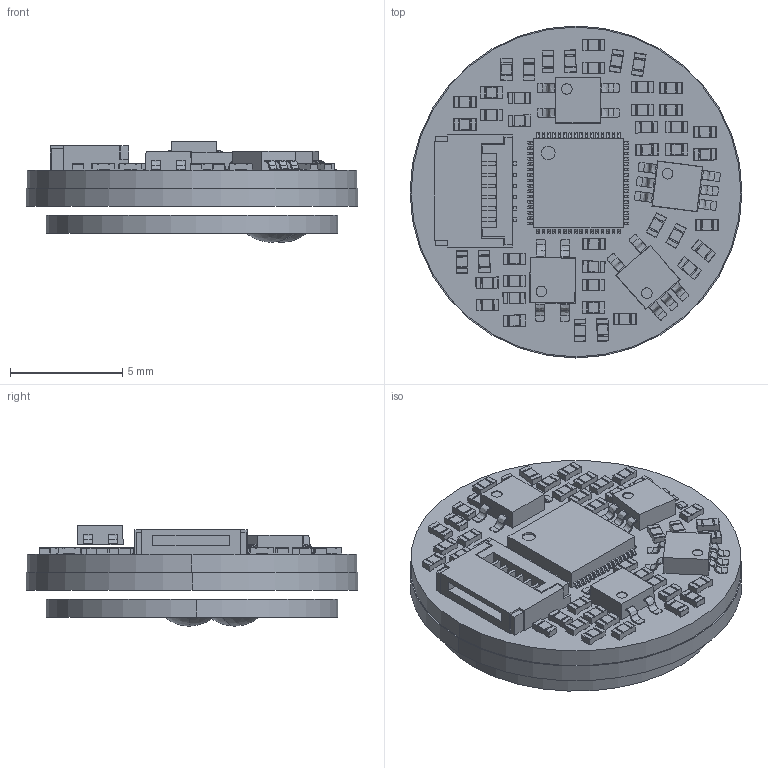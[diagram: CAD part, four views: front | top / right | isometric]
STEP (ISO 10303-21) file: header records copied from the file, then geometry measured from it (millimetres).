
FILE_DESCRIPTION (( 'STEP AP214' ), '1' );
FILE_NAME ('MIAP14 ²úÆ·_20250908.STEP', '2025-09-23T07:02:20', ( '' ), ( '' ), 'SwSTEP 2.0', 'SolidWorks 2018', '' );
FILE_SCHEMA (( 'AUTOMOTIVE_DESIGN' ));
Length unit declared in the file: millimetre
Products named in the file (65): 萇郯_User Library-Res-0402; MIAP14 RT啣_20250908; (2X2) оƬ_4PIN; MIAP14 信号板（芯片）_20250908; (2X2) оƬ_5PIN; MIAP14 RS啣_20250908; STM32оƬ (4x4) ; MIAP14 陓瘍啣_20250908; (2X2) оƬ_6PIN; 萇郯_2x1 User Library-Res-0402; IAP18 6PIN 蟀諉ん脣釱(齬盄) 5x3.4x1.1; MIAP14 莉こ_20250908
Assembly tree (35 placements, depth 4):
  萇郯_User Library-Res-0402
  萇郯_User Library-Res-0402
  萇郯_User Library-Res-0402
  (2X2) оƬ_4PIN
  萇郯_User Library-Res-0402
Bounding box: 14.8 x 14.8 x 4.48 mm (x, y, z)
Volume: 417.2 mm3; surface area: 1336.5 mm2
Topology: 55 solids, 55 shells, 2490 faces, 6669 edges, 4388 vertices
Faces by surface type: plane 1516, bspline 498, cylinder 472, sphere 4
Entity records: 55204 total; most frequent: CARTESIAN_POINT 18271, ORIENTED_EDGE 6650, EDGE_CURVE 3325, DIRECTION 3250, VERTEX_POINT 2216, B_SPLINE_CURVE_WITH_KNOTS 1738, LINE 1500, VECTOR 1500
